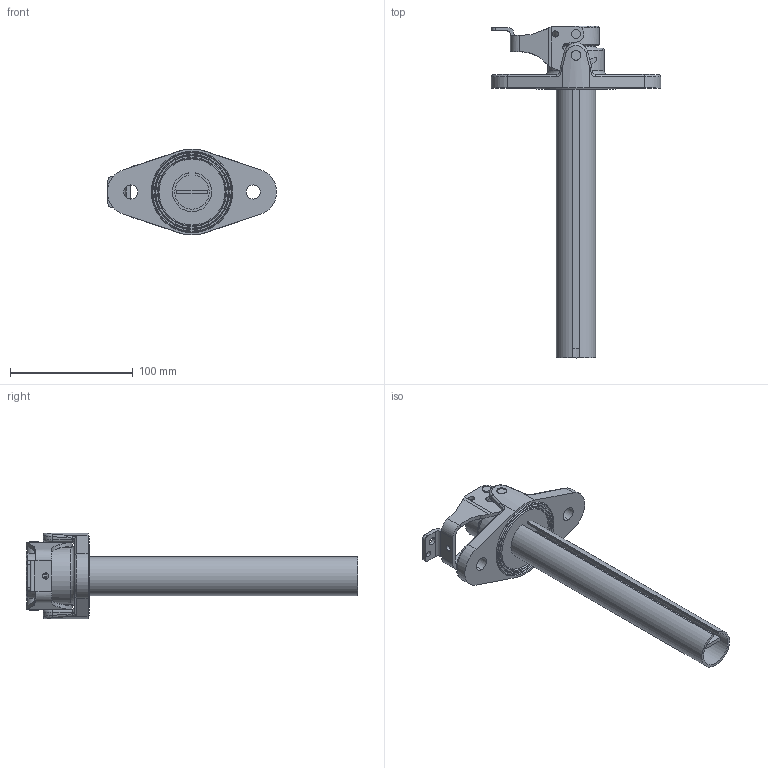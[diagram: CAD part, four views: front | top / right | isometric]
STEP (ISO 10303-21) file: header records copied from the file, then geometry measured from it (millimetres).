
FILE_DESCRIPTION (( 'STEP AP214' ), '1' );
FILE_NAME ('DOP-xxxx_19690.STEP', '2013-07-08T11:49:50', ( 'Admin2' ), ( '' ), 'SwSTEP 2.0', 'SolidWorks 2010', '' );
FILE_SCHEMA (( 'AUTOMOTIVE_DESIGN' ));
Length unit declared in the file: millimetre
Products named in the file (1): DOP-xxxx_19690
Bounding box: 137.87 x 270.5 x 70 mm (x, y, z)
Volume: 202602.5 mm3; surface area: 86829.8 mm2
Topology: 1 solids, 1 shells, 438 faces, 1157 edges, 754 vertices
Faces by surface type: plane 175, bspline 124, cylinder 109, cone 16, torus 14
Entity records: 21266 total; most frequent: CARTESIAN_POINT 9972, ORIENTED_EDGE 2314, DIRECTION 1713, EDGE_CURVE 1157, VERTEX_POINT 754, LINE 621, VECTOR 621, AXIS2_PLACEMENT_3D 546
